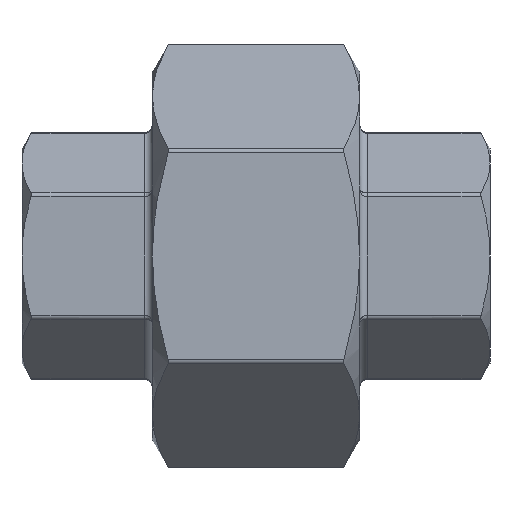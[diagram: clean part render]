
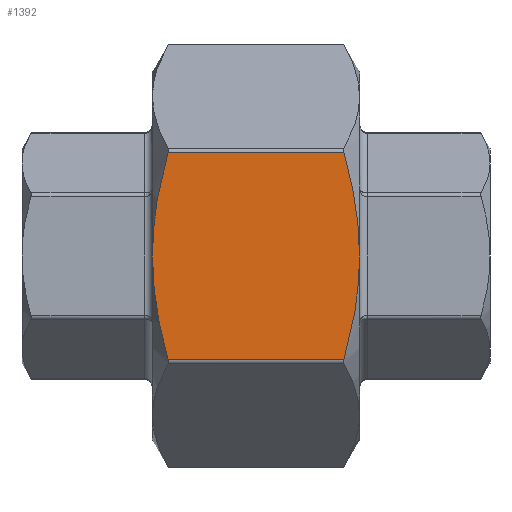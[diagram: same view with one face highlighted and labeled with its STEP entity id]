
A CAD part, left-side view. The second image highlights one B-rep face of the part: STEP entity #1392.
In plain terms, the highlighted planar face has unit normal (-1, 0, 0).
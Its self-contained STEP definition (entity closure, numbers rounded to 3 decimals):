
#159=(
BOUNDED_CURVE()
B_SPLINE_CURVE(2,(#2141,#2142,#2143),.UNSPECIFIED.,.F.,.F.)
B_SPLINE_CURVE_WITH_KNOTS((3,3),(0.295,1.022),
 .UNSPECIFIED.)
CURVE()
GEOMETRIC_REPRESENTATION_ITEM()
RATIONAL_B_SPLINE_CURVE((1.03,1.052,1.))
REPRESENTATION_ITEM('')
);
#160=(
BOUNDED_CURVE()
B_SPLINE_CURVE(2,(#2145,#2146,#2147),.UNSPECIFIED.,.F.,.F.)
B_SPLINE_CURVE_WITH_KNOTS((3,3),(1.022,1.75),
 .UNSPECIFIED.)
CURVE()
GEOMETRIC_REPRESENTATION_ITEM()
RATIONAL_B_SPLINE_CURVE((1.,1.052,1.03))
REPRESENTATION_ITEM('')
);
#161=(
BOUNDED_CURVE()
B_SPLINE_CURVE(2,(#2151,#2152,#2153),.UNSPECIFIED.,.F.,.F.)
B_SPLINE_CURVE_WITH_KNOTS((3,3),(0.295,1.022),
 .UNSPECIFIED.)
CURVE()
GEOMETRIC_REPRESENTATION_ITEM()
RATIONAL_B_SPLINE_CURVE((1.03,1.052,1.))
REPRESENTATION_ITEM('')
);
#162=(
BOUNDED_CURVE()
B_SPLINE_CURVE(2,(#2154,#2155,#2156),.UNSPECIFIED.,.F.,.F.)
B_SPLINE_CURVE_WITH_KNOTS((3,3),(1.022,1.75),
 .UNSPECIFIED.)
CURVE()
GEOMETRIC_REPRESENTATION_ITEM()
RATIONAL_B_SPLINE_CURVE((1.,1.052,1.03))
REPRESENTATION_ITEM('')
);
#203=PLANE('',#1499);
#232=FACE_OUTER_BOUND('',#336,.T.);
#336=EDGE_LOOP('',(#952,#953,#954,#955,#956,#957));
#459=LINE('',#2138,#519);
#460=LINE('',#2149,#520);
#519=VECTOR('',#1678,11.455);
#520=VECTOR('',#1681,11.455);
#609=VERTEX_POINT('',#2116);
#610=VERTEX_POINT('',#2127);
#611=VERTEX_POINT('',#2140);
#612=VERTEX_POINT('',#2144);
#613=VERTEX_POINT('',#2148);
#614=VERTEX_POINT('',#2150);
#738=EDGE_CURVE('',#610,#609,#459,.T.);
#739=EDGE_CURVE('',#610,#611,#159,.T.);
#740=EDGE_CURVE('',#611,#612,#160,.T.);
#741=EDGE_CURVE('',#613,#612,#460,.T.);
#742=EDGE_CURVE('',#613,#614,#161,.T.);
#743=EDGE_CURVE('',#614,#609,#162,.T.);
#952=ORIENTED_EDGE('',*,*,#738,.F.);
#953=ORIENTED_EDGE('',*,*,#739,.T.);
#954=ORIENTED_EDGE('',*,*,#740,.T.);
#955=ORIENTED_EDGE('',*,*,#741,.F.);
#956=ORIENTED_EDGE('',*,*,#742,.T.);
#957=ORIENTED_EDGE('',*,*,#743,.T.);
#1392=ADVANCED_FACE('',(#232),#203,.T.);
#1499=AXIS2_PLACEMENT_3D('',#2139,#1679,#1680);
#1678=DIRECTION('',(0.,1.,0.));
#1679=DIRECTION('center_axis',(-1.,0.,0.));
#1680=DIRECTION('ref_axis',(0.,0.,1.));
#1681=DIRECTION('',(0.,-1.,0.));
#2116=CARTESIAN_POINT('',(-12.,5.728,-6.755));
#2127=CARTESIAN_POINT('',(-12.,-5.728,-6.755));
#2138=CARTESIAN_POINT('',(-12.,0.,-6.755));
#2139=CARTESIAN_POINT('Origin',(-12.,0.,-6.928));
#2140=CARTESIAN_POINT('',(-12.,-6.75,0.));
#2141=CARTESIAN_POINT('Ctrl Pts',(-12.,-5.728,-6.755));
#2142=CARTESIAN_POINT('Ctrl Pts',(-12.,-6.75,-3.145));
#2143=CARTESIAN_POINT('Ctrl Pts',(-12.,-6.75,0.));
#2144=CARTESIAN_POINT('',(-12.,-5.728,6.755));
#2145=CARTESIAN_POINT('Ctrl Pts',(-12.,-6.75,0.));
#2146=CARTESIAN_POINT('Ctrl Pts',(-12.,-6.75,3.145));
#2147=CARTESIAN_POINT('Ctrl Pts',(-12.,-5.728,6.755));
#2148=CARTESIAN_POINT('',(-12.,5.728,6.755));
#2149=CARTESIAN_POINT('',(-12.,0.,6.755));
#2150=CARTESIAN_POINT('',(-12.,6.75,0.));
#2151=CARTESIAN_POINT('Ctrl Pts',(-12.,5.728,6.755));
#2152=CARTESIAN_POINT('Ctrl Pts',(-12.,6.75,3.145));
#2153=CARTESIAN_POINT('Ctrl Pts',(-12.,6.75,0.));
#2154=CARTESIAN_POINT('Ctrl Pts',(-12.,6.75,0.));
#2155=CARTESIAN_POINT('Ctrl Pts',(-12.,6.75,-3.145));
#2156=CARTESIAN_POINT('Ctrl Pts',(-12.,5.728,-6.755));
